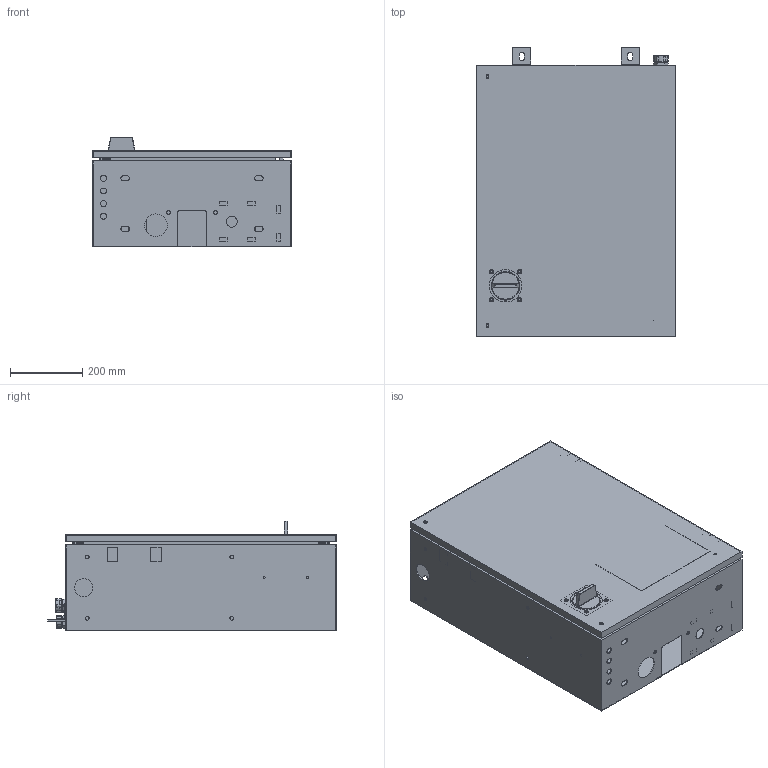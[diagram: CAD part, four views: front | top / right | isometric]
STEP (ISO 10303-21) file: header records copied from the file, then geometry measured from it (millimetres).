
FILE_DESCRIPTION (( 'STEP AP203' ), '1' );
FILE_NAME ('01A0534405P-¹q±±½c.STEP', '2023-10-02T08:08:58', ( '' ), ( '' ), 'SwSTEP 2.0', 'SolidWorks 2018', '' );
FILE_SCHEMA (( 'CONFIG_CONTROL_DESIGN' ));
Length unit declared in the file: millimetre
Products named in the file (1): 01A0534405P-電控箱
Bounding box: 550 x 800 x 304.3 mm (x, y, z)
Volume: 3576877.6 mm3; surface area: 3461285.9 mm2
Topology: 25 solids, 25 shells, 558 faces, 1410 edges, 930 vertices
Faces by surface type: plane 291, cylinder 199, cone 37, bspline 20, torus 11
Full cylindrical faces by diameter (mm): 3.3 x3, 4.2 x2, 5 x4, 6.8 x4, 7 x15, 8 x4, 9.2 x2, 10 x6, 12 x4, 14 x2, 21 x1, 22 x2, 23 x1, 30 x2, 35 x1, 50 x1, 63 x1, 76 x1, 78 x1, 90 x1
Entity records: 17885 total; most frequent: CARTESIAN_POINT 4417, DIRECTION 2736, ORIENTED_EDGE 2660, EDGE_CURVE 1330, AXIS2_PLACEMENT_3D 989, VERTEX_POINT 910, EDGE_LOOP 764, LINE 758
